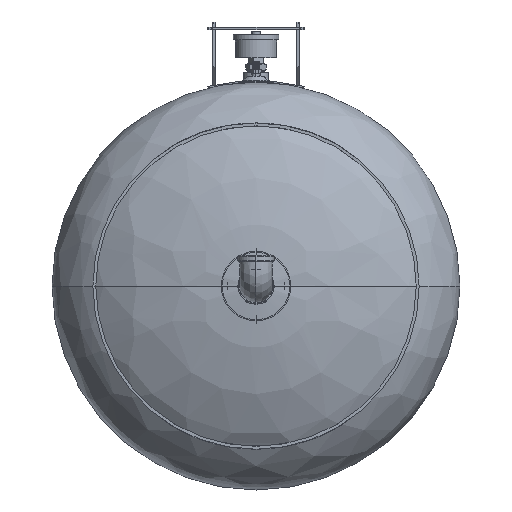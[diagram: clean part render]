
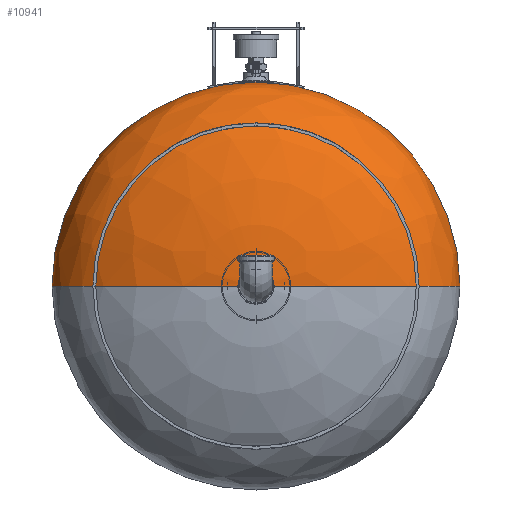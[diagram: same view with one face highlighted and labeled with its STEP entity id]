
A CAD part, front view. The second image highlights one B-rep face of the part: STEP entity #10941.
In plain terms, the highlighted free-form (B-spline) face has degree [3, 3] with [4, 4] control points.
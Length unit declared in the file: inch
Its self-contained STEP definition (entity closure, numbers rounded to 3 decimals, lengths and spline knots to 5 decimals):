
#463 = CARTESIAN_POINT ( 'NONE',  ( 0., 5.60802, -0.6875 ) ) ;
#2264 = CARTESIAN_POINT ( 'NONE',  ( 10., 0.5575, 0. ) ) ;
#2948 = ORIENTED_EDGE ( 'NONE', *, *, #59789, .T. ) ;
#4432 = CARTESIAN_POINT ( 'NONE',  ( 6.21754, 5.41509, 0. ) ) ;
#5185 = CARTESIAN_POINT ( 'NONE',  ( 0.6875, 5.60802, 0. ) ) ;
#5695 = CARTESIAN_POINT ( 'NONE',  ( -0.6875, 5.60802, 0. ) ) ;
#6331 = CARTESIAN_POINT ( 'NONE',  ( 0.6875, 5.60802, 0. ) ) ;
#8661 = VERTEX_POINT ( 'NONE', #2264 ) ;
#9911 = CIRCLE ( 'NONE', #39071, 0.6875 ) ;
#10354 = ORIENTED_EDGE ( 'NONE', *, *, #29288, .F. ) ;
#10941 = ADVANCED_FACE ( 'NONE', ( #20754 ), #20245, .F. ) ;
#11350 = CARTESIAN_POINT ( 'NONE',  ( 6.21754, 5.41509, -12.43507 ) ) ;
#11393 = EDGE_LOOP ( 'NONE', ( #47428, #46317, #19556, #2948, #10354, #19596 ) ) ;
#11646 = CARTESIAN_POINT ( 'NONE',  ( -6.21754, 5.41509, 0. ) ) ;
#11941 = DIRECTION ( 'NONE',  ( 0., 0., -1. ) ) ;
#12246 = VERTEX_POINT ( 'NONE', #463 ) ;
#12360 = DIRECTION ( 'NONE',  ( 0., -1., 0. ) ) ;
#17077 = CARTESIAN_POINT ( 'NONE',  ( 10., 3.36372, 0. ) ) ;
#18173 = EDGE_CURVE ( 'NONE', #12246, #33627, #9911, .T. ) ;
#18231 = CARTESIAN_POINT ( 'NONE',  ( 10., 0.5575, 0. ) ) ;
#18814 = DIRECTION ( 'NONE',  ( 0., -1., 0. ) ) ;
#19556 = ORIENTED_EDGE ( 'NONE', *, *, #18173, .T. ) ;
#19596 = ORIENTED_EDGE ( 'NONE', *, *, #37428, .F. ) ;
#19836 = CARTESIAN_POINT ( 'NONE',  ( 10., 0.5575, -20. ) ) ;
#19886 = DIRECTION ( 'NONE',  ( 0., 0., -1. ) ) ;
#20245 =( BOUNDED_SURFACE ( )  B_SPLINE_SURFACE ( 3, 3, ( 
 ( #5695, #58545, #44690, #6331 ),
 ( #11646, #35231, #11350, #29594 ),
 ( #21059, #34305, #49717, #30510 ),
 ( #30807, #50003, #19836, #53516 ) ),
 .UNSPECIFIED., .F., .F., .T. ) 
 B_SPLINE_SURFACE_WITH_KNOTS ( ( 4, 4 ),
 ( 4, 4 ),
 ( 0., 1. ),
 ( 0., 1. ),
 .UNSPECIFIED. ) 
 GEOMETRIC_REPRESENTATION_ITEM ( )  RATIONAL_B_SPLINE_SURFACE ( (
 ( 1., 0.333, 0.333, 1.),
 ( 0.821, 0.274, 0.274, 0.821),
 ( 0.821, 0.274, 0.274, 0.821),
 ( 1., 0.333, 0.333, 1.) ) ) 
 REPRESENTATION_ITEM ( '' )  SURFACE ( )  );
#20573 = VERTEX_POINT ( 'NONE', #45229 ) ;
#20754 = FACE_OUTER_BOUND ( 'NONE', #11393, .T. ) ;
#21059 = CARTESIAN_POINT ( 'NONE',  ( -10., 3.36372, 0. ) ) ;
#21201 = CARTESIAN_POINT ( 'NONE',  ( -10., 3.36372, 0. ) ) ;
#22600 = CARTESIAN_POINT ( 'NONE',  ( -0.6875, 5.60802, 0. ) ) ;
#25897 = CARTESIAN_POINT ( 'NONE',  ( -0.6875, 5.60802, 0. ) ) ;
#27924 = DIRECTION ( 'NONE',  ( 0., 0., -1. ) ) ;
#29288 = EDGE_CURVE ( 'NONE', #20573, #8661, #48350, .T. ) ;
#29594 = CARTESIAN_POINT ( 'NONE',  ( 6.21754, 5.41509, 0. ) ) ;
#30510 = CARTESIAN_POINT ( 'NONE',  ( 10., 3.36372, 0. ) ) ;
#30807 = CARTESIAN_POINT ( 'NONE',  ( -10., 0.5575, 0. ) ) ;
#31262 = CARTESIAN_POINT ( 'NONE',  ( -10., 0.5575, 0. ) ) ;
#33627 = VERTEX_POINT ( 'NONE', #5185 ) ;
#34305 = CARTESIAN_POINT ( 'NONE',  ( -10., 3.36372, -20. ) ) ;
#35231 = CARTESIAN_POINT ( 'NONE',  ( -6.21754, 5.41509, -12.43507 ) ) ;
#35653 = CARTESIAN_POINT ( 'NONE',  ( 0., 0.5575, 0. ) ) ;
#35996 = CARTESIAN_POINT ( 'NONE',  ( -6.21754, 5.41509, 0. ) ) ;
#37155 = CIRCLE ( 'NONE', #46215, 0.6875 ) ;
#37428 = EDGE_CURVE ( 'NONE', #38014, #20573, #51430, .T. ) ;
#38013 = VERTEX_POINT ( 'NONE', #22600 ) ;
#38014 = VERTEX_POINT ( 'NONE', #51870 ) ;
#38302 = AXIS2_PLACEMENT_3D ( 'NONE', #52810, #18814, #27924 ) ;
#39071 = AXIS2_PLACEMENT_3D ( 'NONE', #53570, #49456, #19886 ) ;
#44690 = CARTESIAN_POINT ( 'NONE',  ( 0.6875, 5.60802, -1.375 ) ) ;
#45058 = DIRECTION ( 'NONE',  ( 0., 0., -1. ) ) ;
#45229 = CARTESIAN_POINT ( 'NONE',  ( 0., 0.5575, -10. ) ) ;
#45413 = CARTESIAN_POINT ( 'NONE',  ( 0.6875, 5.60802, 0. ) ) ;
#45893 = CARTESIAN_POINT ( 'NONE',  ( 0., 5.60802, 0. ) ) ;
#46215 = AXIS2_PLACEMENT_3D ( 'NONE', #45893, #59779, #11941 ) ;
#46317 = ORIENTED_EDGE ( 'NONE', *, *, #52255, .T. ) ;
#46394 = AXIS2_PLACEMENT_3D ( 'NONE', #35653, #12360, #45058 ) ;
#46684 =( BOUNDED_CURVE ( )  B_SPLINE_CURVE ( 3, ( #25897, #35996, #21201, #31262 ),
 .UNSPECIFIED., .F., .T. ) 
 B_SPLINE_CURVE_WITH_KNOTS ( ( 4, 4 ),
 ( 1.6396, 3.14159 ),
 .UNSPECIFIED. ) 
 CURVE ( )  GEOMETRIC_REPRESENTATION_ITEM ( )  RATIONAL_B_SPLINE_CURVE ( ( 1., 0.821, 0.821, 1. ) ) 
 REPRESENTATION_ITEM ( '' )  );
#47428 = ORIENTED_EDGE ( 'NONE', *, *, #56069, .F. ) ;
#47964 =( BOUNDED_CURVE ( )  B_SPLINE_CURVE ( 3, ( #45413, #4432, #17077, #18231 ),
 .UNSPECIFIED., .F., .T. ) 
 B_SPLINE_CURVE_WITH_KNOTS ( ( 4, 4 ),
 ( 1.6396, 3.14159 ),
 .UNSPECIFIED. ) 
 CURVE ( )  GEOMETRIC_REPRESENTATION_ITEM ( )  RATIONAL_B_SPLINE_CURVE ( ( 1., 0.821, 0.821, 1. ) ) 
 REPRESENTATION_ITEM ( '' )  );
#48350 = CIRCLE ( 'NONE', #38302, 10. ) ;
#49456 = DIRECTION ( 'NONE',  ( 0., -1., 0. ) ) ;
#49717 = CARTESIAN_POINT ( 'NONE',  ( 10., 3.36372, -20. ) ) ;
#50003 = CARTESIAN_POINT ( 'NONE',  ( -10., 0.5575, -20. ) ) ;
#51430 = CIRCLE ( 'NONE', #46394, 10. ) ;
#51870 = CARTESIAN_POINT ( 'NONE',  ( -10., 0.5575, 0. ) ) ;
#52255 = EDGE_CURVE ( 'NONE', #38013, #12246, #37155, .T. ) ;
#52810 = CARTESIAN_POINT ( 'NONE',  ( 0., 0.5575, 0. ) ) ;
#53516 = CARTESIAN_POINT ( 'NONE',  ( 10., 0.5575, 0. ) ) ;
#53570 = CARTESIAN_POINT ( 'NONE',  ( 0., 5.60802, 0. ) ) ;
#56069 = EDGE_CURVE ( 'NONE', #38013, #38014, #46684, .T. ) ;
#58545 = CARTESIAN_POINT ( 'NONE',  ( -0.6875, 5.60802, -1.375 ) ) ;
#59779 = DIRECTION ( 'NONE',  ( 0., -1., 0. ) ) ;
#59789 = EDGE_CURVE ( 'NONE', #33627, #8661, #47964, .T. ) ;
